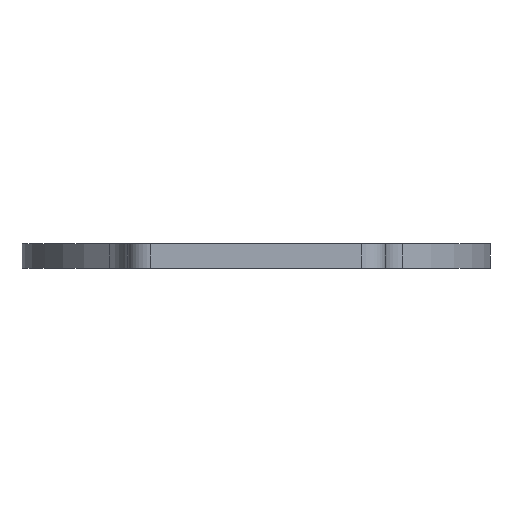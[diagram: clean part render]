
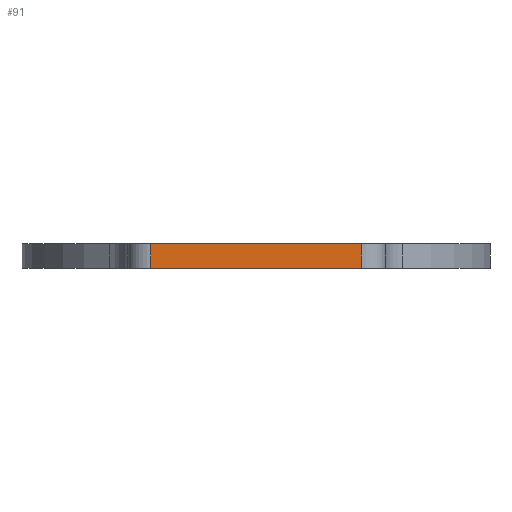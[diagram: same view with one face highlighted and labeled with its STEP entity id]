
A CAD part, front view. The second image highlights one B-rep face of the part: STEP entity #91.
In plain terms, the highlighted planar face has unit normal (0, -1, 0).
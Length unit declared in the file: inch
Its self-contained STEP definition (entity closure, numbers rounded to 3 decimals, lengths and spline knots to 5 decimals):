
#11 = CARTESIAN_POINT ( 'NONE',  ( -0.17188, -0.5, 0. ) ) ;
#15 = CARTESIAN_POINT ( 'NONE',  ( -0.14062, -0.5, 0.032 ) ) ;
#37 = LINE ( 'NONE', #370, #788 ) ;
#38 = EDGE_CURVE ( 'NONE', #741, #264, #37, .T. ) ;
#91 = ADVANCED_FACE ( 'NONE', ( #566 ), #160, .F. ) ;
#107 = DIRECTION ( 'NONE',  ( 0., 0., 1. ) ) ;
#114 = CARTESIAN_POINT ( 'NONE',  ( 0.14063, -0.5, 0.032 ) ) ;
#117 = EDGE_CURVE ( 'NONE', #741, #749, #703, .T. ) ;
#131 = ORIENTED_EDGE ( 'NONE', *, *, #38, .F. ) ;
#132 = EDGE_CURVE ( 'NONE', #749, #833, #631, .T. ) ;
#135 = VECTOR ( 'NONE', #359, 39.37008 ) ;
#160 = PLANE ( 'NONE',  #177 ) ;
#162 = CARTESIAN_POINT ( 'NONE',  ( -0.14062, -0.5, 0.032 ) ) ;
#177 = AXIS2_PLACEMENT_3D ( 'NONE', #814, #479, #411 ) ;
#264 = VERTEX_POINT ( 'NONE', #114 ) ;
#350 = ORIENTED_EDGE ( 'NONE', *, *, #117, .T. ) ;
#359 = DIRECTION ( 'NONE',  ( 0., 0., -1. ) ) ;
#370 = CARTESIAN_POINT ( 'NONE',  ( -0.17188, -0.5, 0.032 ) ) ;
#409 = CARTESIAN_POINT ( 'NONE',  ( 0.14063, -0.5, 0. ) ) ;
#411 = DIRECTION ( 'NONE',  ( -1., 0., 0. ) ) ;
#432 = CARTESIAN_POINT ( 'NONE',  ( -0.14062, -0.5, 0. ) ) ;
#442 = DIRECTION ( 'NONE',  ( 1., 0., 0. ) ) ;
#475 = VECTOR ( 'NONE', #496, 39.37008 ) ;
#479 = DIRECTION ( 'NONE',  ( 0., 1., 0. ) ) ;
#491 = ORIENTED_EDGE ( 'NONE', *, *, #541, .T. ) ;
#496 = DIRECTION ( 'NONE',  ( 1., 0., 0. ) ) ;
#541 = EDGE_CURVE ( 'NONE', #833, #264, #640, .T. ) ;
#566 = FACE_OUTER_BOUND ( 'NONE', #571, .T. ) ;
#571 = EDGE_LOOP ( 'NONE', ( #604, #491, #131, #350 ) ) ;
#579 = CARTESIAN_POINT ( 'NONE',  ( 0.14063, -0.5, 0.032 ) ) ;
#604 = ORIENTED_EDGE ( 'NONE', *, *, #132, .T. ) ;
#616 = VECTOR ( 'NONE', #107, 39.37008 ) ;
#631 = LINE ( 'NONE', #11, #475 ) ;
#640 = LINE ( 'NONE', #579, #616 ) ;
#703 = LINE ( 'NONE', #15, #135 ) ;
#741 = VERTEX_POINT ( 'NONE', #162 ) ;
#749 = VERTEX_POINT ( 'NONE', #432 ) ;
#788 = VECTOR ( 'NONE', #442, 39.37008 ) ;
#814 = CARTESIAN_POINT ( 'NONE',  ( -0.17188, -0.5, 0.032 ) ) ;
#833 = VERTEX_POINT ( 'NONE', #409 ) ;
